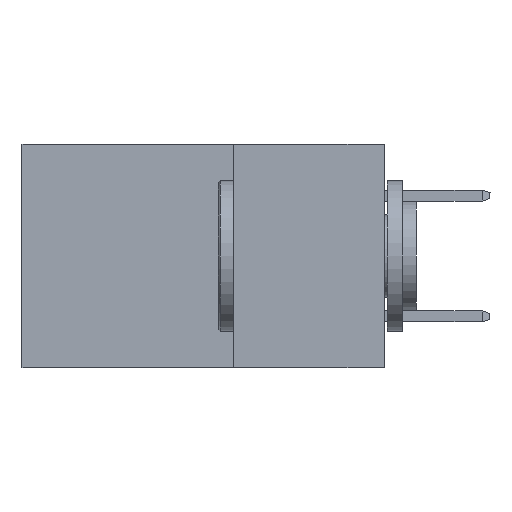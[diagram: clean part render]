
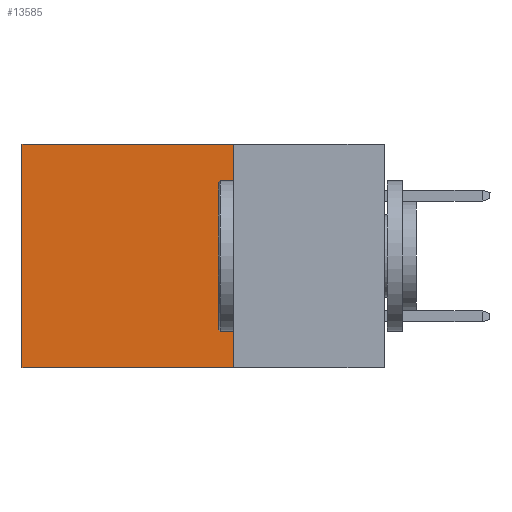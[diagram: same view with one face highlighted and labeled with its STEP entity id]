
A CAD part, left-side view. The second image highlights one B-rep face of the part: STEP entity #13585.
In plain terms, the highlighted planar face has unit normal (-1, 0, 0).
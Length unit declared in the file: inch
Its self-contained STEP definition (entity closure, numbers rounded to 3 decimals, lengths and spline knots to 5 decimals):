
#167 = CARTESIAN_POINT ( 'NONE',  ( 0.298, 0.25, 0. ) ) ;
#233 = LINE ( 'NONE', #18288, #3922 ) ;
#448 = DIRECTION ( 'NONE',  ( 1., 0., 0. ) ) ;
#3389 = CARTESIAN_POINT ( 'NONE',  ( 0.298, 0.25, 0. ) ) ;
#3437 = VERTEX_POINT ( 'NONE', #19452 ) ;
#3922 = VECTOR ( 'NONE', #5973, 39.37008 ) ;
#4757 = DIRECTION ( 'NONE',  ( 0., 0., -1. ) ) ;
#5973 = DIRECTION ( 'NONE',  ( 0., 1., 0. ) ) ;
#6689 = PLANE ( 'NONE',  #7386 ) ;
#7386 = AXIS2_PLACEMENT_3D ( 'NONE', #3389, #448, #17716 ) ;
#8181 = LINE ( 'NONE', #10129, #13356 ) ;
#8751 = FACE_OUTER_BOUND ( 'NONE', #18326, .T. ) ;
#8912 = EDGE_CURVE ( 'NONE', #9647, #3437, #8181, .T. ) ;
#9085 = DIRECTION ( 'NONE',  ( 0., 0., -1. ) ) ;
#9647 = VERTEX_POINT ( 'NONE', #17565 ) ;
#10129 = CARTESIAN_POINT ( 'NONE',  ( 0.298, 0.25, 0. ) ) ;
#10794 = EDGE_CURVE ( 'NONE', #3437, #19136, #19233, .T. ) ;
#12595 = ORIENTED_EDGE ( 'NONE', *, *, #8912, .T. ) ;
#12842 = ORIENTED_EDGE ( 'NONE', *, *, #16570, .F. ) ;
#13356 = VECTOR ( 'NONE', #15323, 39.37008 ) ;
#13585 = ADVANCED_FACE ( 'NONE', ( #8751 ), #6689, .F. ) ;
#13594 = CARTESIAN_POINT ( 'NONE',  ( 0.298, 0.25, -0.37 ) ) ;
#14944 = EDGE_CURVE ( 'NONE', #17930, #19136, #233, .T. ) ;
#15323 = DIRECTION ( 'NONE',  ( 0., 1., 0. ) ) ;
#16142 = VECTOR ( 'NONE', #4757, 39.37008 ) ;
#16527 = ORIENTED_EDGE ( 'NONE', *, *, #10794, .T. ) ;
#16570 = EDGE_CURVE ( 'NONE', #9647, #17930, #17620, .T. ) ;
#16675 = CARTESIAN_POINT ( 'NONE',  ( 0.298, 0.6, -0.37 ) ) ;
#17127 = CARTESIAN_POINT ( 'NONE',  ( 0.298, 0.6, 0. ) ) ;
#17565 = CARTESIAN_POINT ( 'NONE',  ( 0.298, 0.25, 0. ) ) ;
#17620 = LINE ( 'NONE', #167, #16142 ) ;
#17716 = DIRECTION ( 'NONE',  ( 0., 0., -1. ) ) ;
#17930 = VERTEX_POINT ( 'NONE', #13594 ) ;
#18256 = VECTOR ( 'NONE', #9085, 39.37008 ) ;
#18288 = CARTESIAN_POINT ( 'NONE',  ( 0.298, 0.25, -0.37 ) ) ;
#18326 = EDGE_LOOP ( 'NONE', ( #16527, #20392, #12842, #12595 ) ) ;
#19136 = VERTEX_POINT ( 'NONE', #16675 ) ;
#19233 = LINE ( 'NONE', #17127, #18256 ) ;
#19452 = CARTESIAN_POINT ( 'NONE',  ( 0.298, 0.6, 0. ) ) ;
#20392 = ORIENTED_EDGE ( 'NONE', *, *, #14944, .F. ) ;
